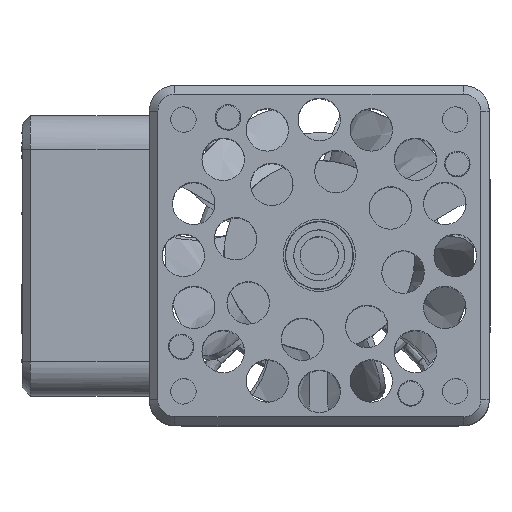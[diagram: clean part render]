
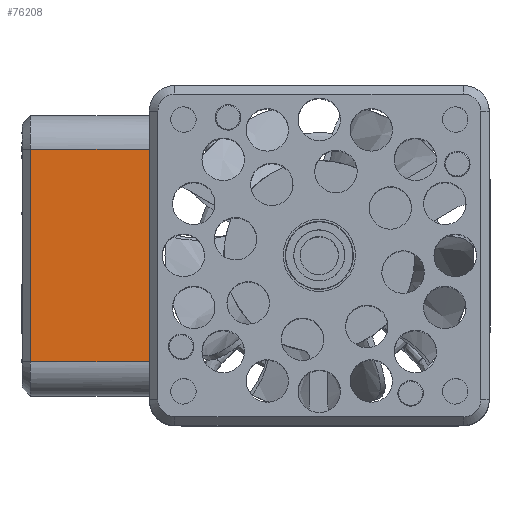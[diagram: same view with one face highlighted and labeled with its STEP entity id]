
A CAD part, top view. The second image highlights one B-rep face of the part: STEP entity #76208.
In plain terms, the highlighted free-form (B-spline) face has degree [1, 1] with [2, 2] control points.
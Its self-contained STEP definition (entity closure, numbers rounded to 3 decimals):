
#76154=CARTESIAN_POINT('',(-20.,12.5,31.5));
#76155=VERTEX_POINT('',#76154);
#76163=CARTESIAN_POINT('',(-34.,12.5,31.5));
#76164=VERTEX_POINT('',#76163);
#76173=CARTESIAN_POINT('',(-34.,12.5,31.5));
#76174=CARTESIAN_POINT('',(-20.,12.5,31.5));
#76175=B_SPLINE_CURVE_WITH_KNOTS('',1,(#76173,#76174),.POLYLINE_FORM.,.F.,.U.,(2,2),(0.,0.933),.UNSPECIFIED.);
#76176=EDGE_CURVE('',#76164,#76155,#76175,.T.);
#76181=CARTESIAN_POINT('',(-20.,-12.5,31.5));
#76182=CARTESIAN_POINT('',(-35.,-12.5,31.5));
#76183=CARTESIAN_POINT('',(-20.,12.5,31.5));
#76184=CARTESIAN_POINT('',(-35.,12.5,31.5));
#76185=B_SPLINE_SURFACE_WITH_KNOTS('',1,1,((#76181,#76182),(#76183,#76184)),.PLANE_SURF.,.F.,.F.,.U.,(2,2),(2,2),(0.,1.),(0.,1.),.UNSPECIFIED.);
#76186=CARTESIAN_POINT('',(-20.,-12.5,31.5));
#76187=VERTEX_POINT('',#76186);
#76188=CARTESIAN_POINT('',(-20.,-12.5,31.5));
#76189=CARTESIAN_POINT('',(-20.,12.5,31.5));
#76190=B_SPLINE_CURVE_WITH_KNOTS('',1,(#76188,#76189),.POLYLINE_FORM.,.F.,.U.,(2,2),(0.,1.),.UNSPECIFIED.);
#76191=EDGE_CURVE('',#76187,#76155,#76190,.T.);
#76192=ORIENTED_EDGE('',*,*,#76191,.T.);
#76193=ORIENTED_EDGE('',*,*,#76176,.F.);
#76194=CARTESIAN_POINT('',(-34.,-12.5,31.5));
#76195=VERTEX_POINT('',#76194);
#76196=CARTESIAN_POINT('',(-34.,12.5,31.5));
#76197=CARTESIAN_POINT('',(-34.,-12.5,31.5));
#76198=B_SPLINE_CURVE_WITH_KNOTS('',1,(#76196,#76197),.POLYLINE_FORM.,.F.,.U.,(2,2),(0.,1.),.UNSPECIFIED.);
#76199=EDGE_CURVE('',#76164,#76195,#76198,.T.);
#76200=ORIENTED_EDGE('',*,*,#76199,.T.);
#76201=CARTESIAN_POINT('',(-34.,-12.5,31.5));
#76202=CARTESIAN_POINT('',(-20.,-12.5,31.5));
#76203=B_SPLINE_CURVE_WITH_KNOTS('',1,(#76201,#76202),.POLYLINE_FORM.,.F.,.U.,(2,2),(0.,0.933),.UNSPECIFIED.);
#76204=EDGE_CURVE('',#76195,#76187,#76203,.T.);
#76205=ORIENTED_EDGE('',*,*,#76204,.T.);
#76206=EDGE_LOOP('',(#76192,#76193,#76200,#76205));
#76207=FACE_OUTER_BOUND('',#76206,.T.);
#76208=ADVANCED_FACE('',(#76207),#76185,.T.);
